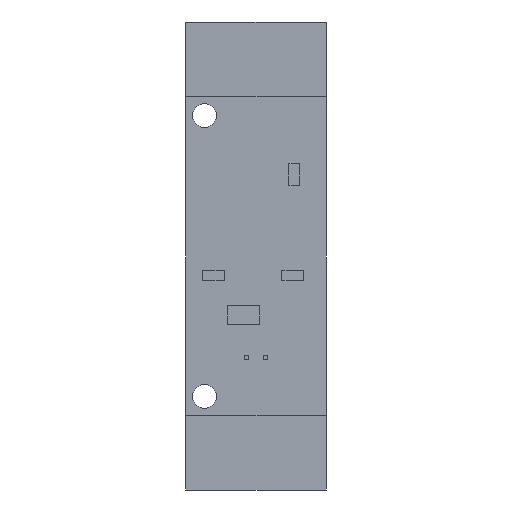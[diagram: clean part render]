
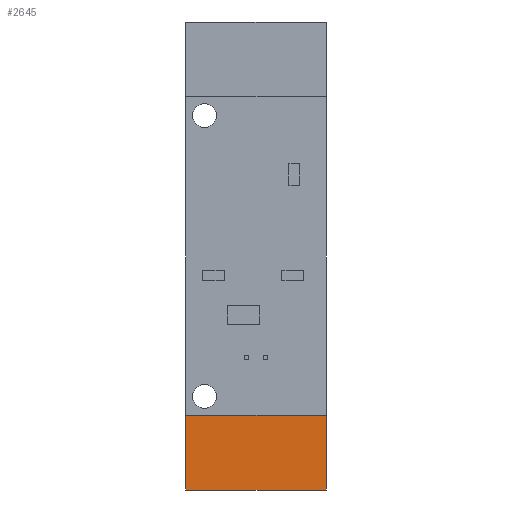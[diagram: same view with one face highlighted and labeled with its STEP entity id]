
A CAD part, front view. The second image highlights one B-rep face of the part: STEP entity #2645.
In plain terms, the highlighted planar face has unit normal (0, -1, 0).
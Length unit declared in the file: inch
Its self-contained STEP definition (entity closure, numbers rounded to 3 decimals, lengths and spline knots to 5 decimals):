
#93 = CARTESIAN_POINT ( 'NONE',  ( -0.375, -0.03025, -0.85 ) ) ;
#106 = CARTESIAN_POINT ( 'NONE',  ( -0.375, -0.03025, -1.25 ) ) ;
#188 = DIRECTION ( 'NONE',  ( 1., 0., 0. ) ) ;
#189 = CARTESIAN_POINT ( 'NONE',  ( -0.375, -0.03025, -1.25 ) ) ;
#208 = ORIENTED_EDGE ( 'NONE', *, *, #2624, .T. ) ;
#238 = ORIENTED_EDGE ( 'NONE', *, *, #2751, .T. ) ;
#239 = ORIENTED_EDGE ( 'NONE', *, *, #2791, .T. ) ;
#240 = ORIENTED_EDGE ( 'NONE', *, *, #2779, .F. ) ;
#766 = EDGE_LOOP ( 'NONE', ( #238, #240, #239, #208 ) ) ;
#1328 = VERTEX_POINT ( 'NONE', #93 ) ;
#1335 = VERTEX_POINT ( 'NONE', #106 ) ;
#2094 = VECTOR ( 'NONE', #2984, 39.37008 ) ;
#2147 = VECTOR ( 'NONE', #3060, 39.37008 ) ;
#2166 = VECTOR ( 'NONE', #3084, 39.37008 ) ;
#2307 = LINE ( 'NONE', #189, #5614 ) ;
#2415 = FACE_OUTER_BOUND ( 'NONE', #766, .T. ) ;
#2624 = EDGE_CURVE ( 'NONE', #1335, #4619, #2307, .T. ) ;
#2645 = ADVANCED_FACE ( 'NONE', ( #2415 ), #4764, .T. ) ;
#2751 = EDGE_CURVE ( 'NONE', #4619, #4032, #5454, .T. ) ;
#2779 = EDGE_CURVE ( 'NONE', #1328, #4032, #5486, .T. ) ;
#2791 = EDGE_CURVE ( 'NONE', #1328, #1335, #5498, .T. ) ;
#2983 = CARTESIAN_POINT ( 'NONE',  ( 0.375, -0.03025, -1.25 ) ) ;
#2984 = DIRECTION ( 'NONE',  ( 0., 0., 1. ) ) ;
#3059 = CARTESIAN_POINT ( 'NONE',  ( -0.375, -0.03025, -0.85 ) ) ;
#3060 = DIRECTION ( 'NONE',  ( 1., 0., 0. ) ) ;
#3083 = CARTESIAN_POINT ( 'NONE',  ( -0.375, -0.03025, -1.25 ) ) ;
#3084 = DIRECTION ( 'NONE',  ( 0., 0., -1. ) ) ;
#3551 = CARTESIAN_POINT ( 'NONE',  ( 0.375, -0.03025, -0.85 ) ) ;
#3579 = CARTESIAN_POINT ( 'NONE',  ( 0.375, -0.03025, -1.25 ) ) ;
#4032 = VERTEX_POINT ( 'NONE', #3551 ) ;
#4619 = VERTEX_POINT ( 'NONE', #3579 ) ;
#4764 = PLANE ( 'NONE',  #5674 ) ;
#4765 = CARTESIAN_POINT ( 'NONE',  ( -0.375, -0.03025, -0.85 ) ) ;
#4766 = DIRECTION ( 'NONE',  ( 0., -1., 0. ) ) ;
#4767 = DIRECTION ( 'NONE',  ( 0., 0., -1. ) ) ;
#5454 = LINE ( 'NONE', #2983, #2094 ) ;
#5486 = LINE ( 'NONE', #3059, #2147 ) ;
#5498 = LINE ( 'NONE', #3083, #2166 ) ;
#5614 = VECTOR ( 'NONE', #188, 39.37008 ) ;
#5674 = AXIS2_PLACEMENT_3D ( 'NONE', #4765, #4766, #4767 ) ;
